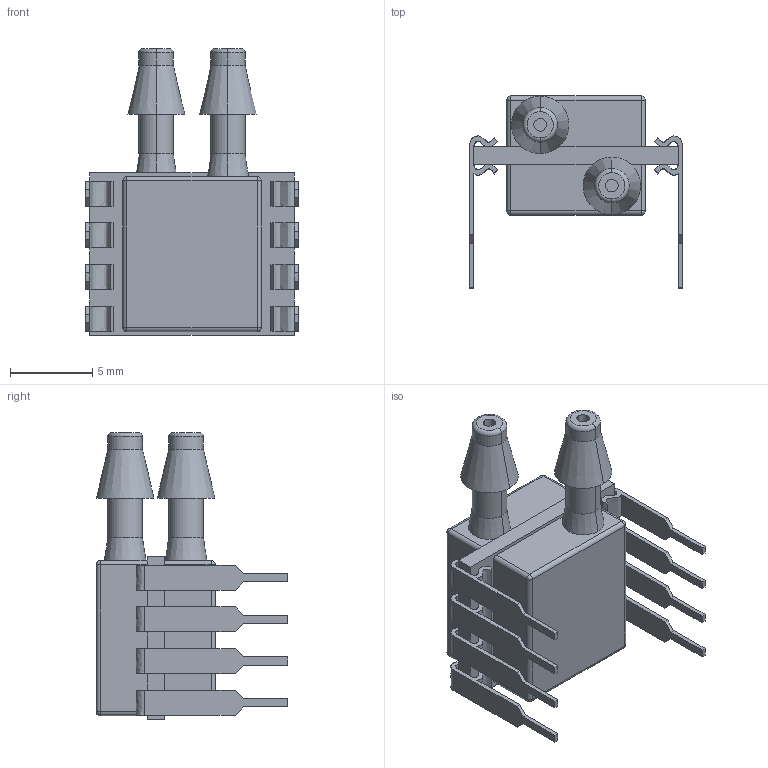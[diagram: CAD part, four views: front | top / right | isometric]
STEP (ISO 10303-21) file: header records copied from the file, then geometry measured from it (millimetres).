
FILE_DESCRIPTION(('CAx-IF Rec.Pracs.---Model Styling and Organization---1.5---2016-08-15','CAx-IF Rec.Pracs.---Geometric and Assembly Validation Properties---4.4---2016-08-17','CAx-IF Rec.Pracs.---User Defined Attributes---1.5---2016-08-15','CAx-IF Rec.Pracs.---External References---2.1---2005-01-19'),'2;1');
FILE_NAME('699697.step','2025-10-17T00:57:12',('Unspecified'),('Unspecified'),'CAD Exchanger 3.10.2 (cadexchanger.com)','Unspecified','');
FILE_SCHEMA(('AUTOMOTIVE_DESIGN { 1 0 10303 214 1 1 1 1 }'));
Length unit declared in the file: millimetre
Products named in the file (1): C-4525DO-DS5AI001DP
Bounding box: 12.95 x 11.69 x 17.48 mm (x, y, z)
Volume: 728.8 mm3; surface area: 902.7 mm2
Topology: 1 solids, 1 shells, 230 faces, 640 edges, 404 vertices
Faces by surface type: plane 134, extrusion 48, cylinder 28, cone 8, sphere 8, torus 4
Entity records: 7930 total; most frequent: CARTESIAN_POINT 1996, ORIENTED_EDGE 1280, DIRECTION 1030, EDGE_CURVE 640, VECTOR 520, LINE 472, VERTEX_POINT 404, AXIS2_PLACEMENT_3D 255
